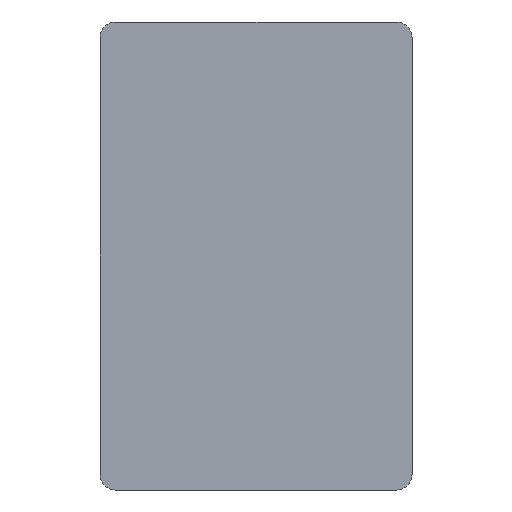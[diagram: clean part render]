
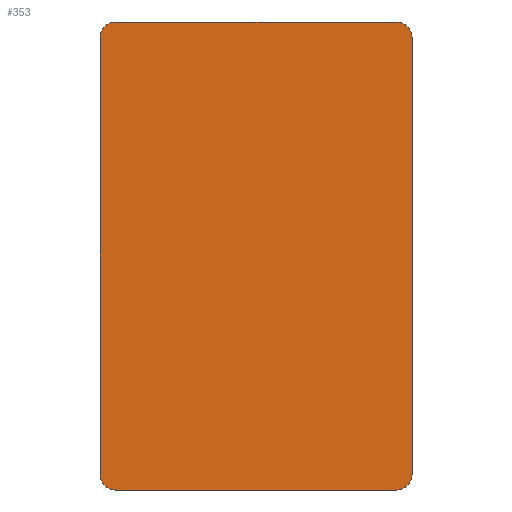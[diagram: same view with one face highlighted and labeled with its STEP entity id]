
A CAD part, front view. The second image highlights one B-rep face of the part: STEP entity #353.
In plain terms, the highlighted planar face has unit normal (0, -1, 0).
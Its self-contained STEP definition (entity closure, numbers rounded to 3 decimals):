
#42=LINE($,#966,#62);
#43=LINE($,#968,#63);
#44=LINE($,#970,#64);
#45=LINE($,#972,#65);
#62=VECTOR($,#487,18.);
#63=VECTOR($,#490,28.);
#64=VECTOR($,#493,18.);
#65=VECTOR($,#496,28.);
#77=PLANE($,#396);
#102=FACE_OUTER_BOUND($,#130,.T.);
#130=EDGE_LOOP($,(#318,#319,#320,#321,#322,#323,#324,#325));
#145=CIRCLE($,#369,1.);
#149=CIRCLE($,#375,1.);
#153=CIRCLE($,#381,1.);
#157=CIRCLE($,#388,1.);
#171=VERTEX_POINT($,#916);
#172=VERTEX_POINT($,#917);
#175=VERTEX_POINT($,#928);
#176=VERTEX_POINT($,#929);
#179=VERTEX_POINT($,#940);
#180=VERTEX_POINT($,#941);
#183=VERTEX_POINT($,#954);
#184=VERTEX_POINT($,#955);
#203=EDGE_CURVE($,#171,#172,#145,.T.);
#209=EDGE_CURVE($,#175,#176,#149,.T.);
#215=EDGE_CURVE($,#179,#180,#153,.T.);
#222=EDGE_CURVE($,#183,#184,#157,.T.);
#228=EDGE_CURVE($,#180,#171,#42,.T.);
#229=EDGE_CURVE($,#184,#179,#43,.T.);
#230=EDGE_CURVE($,#176,#183,#44,.T.);
#231=EDGE_CURVE($,#172,#175,#45,.T.);
#318=ORIENTED_EDGE($,*,*,#203,.F.);
#319=ORIENTED_EDGE($,*,*,#228,.F.);
#320=ORIENTED_EDGE($,*,*,#215,.F.);
#321=ORIENTED_EDGE($,*,*,#229,.F.);
#322=ORIENTED_EDGE($,*,*,#222,.F.);
#323=ORIENTED_EDGE($,*,*,#230,.F.);
#324=ORIENTED_EDGE($,*,*,#209,.F.);
#325=ORIENTED_EDGE($,*,*,#231,.F.);
#353=ADVANCED_FACE($,(#102),#77,.F.);
#369=AXIS2_PLACEMENT_3D($,#918,#427,#428);
#375=AXIS2_PLACEMENT_3D($,#930,#441,#442);
#381=AXIS2_PLACEMENT_3D($,#942,#455,#456);
#388=AXIS2_PLACEMENT_3D($,#956,#472,#473);
#396=AXIS2_PLACEMENT_3D($,#973,#497,#498);
#427=DIRECTION('center_axis',(0.,1.,0.));
#428=DIRECTION('ref_axis',(-0.707,0.,-0.707));
#441=DIRECTION('center_axis',(0.,1.,0.));
#442=DIRECTION('ref_axis',(-0.707,0.,0.707));
#455=DIRECTION('center_axis',(0.,1.,0.));
#456=DIRECTION('ref_axis',(0.707,0.,-0.707));
#472=DIRECTION('center_axis',(0.,1.,0.));
#473=DIRECTION('ref_axis',(0.707,0.,0.707));
#487=DIRECTION($,(-1.,0.,0.));
#490=DIRECTION($,(0.,0.,-1.));
#493=DIRECTION($,(1.,0.,0.));
#496=DIRECTION($,(0.,0.,1.));
#497=DIRECTION('center_axis',(0.,1.,0.));
#498=DIRECTION('ref_axis',(0.,0.,1.));
#916=CARTESIAN_POINT('',(-9.,0.,-15.));
#917=CARTESIAN_POINT('',(-10.,0.,-14.));
#918=CARTESIAN_POINT('Origin',(-9.,0.,-14.));
#928=CARTESIAN_POINT('',(-10.,0.,14.));
#929=CARTESIAN_POINT('',(-9.,0.,15.));
#930=CARTESIAN_POINT('Origin',(-9.,0.,14.));
#940=CARTESIAN_POINT('',(10.,0.,-14.));
#941=CARTESIAN_POINT('',(9.,0.,-15.));
#942=CARTESIAN_POINT('Origin',(9.,0.,-14.));
#954=CARTESIAN_POINT('',(9.,0.,15.));
#955=CARTESIAN_POINT('',(10.,0.,14.));
#956=CARTESIAN_POINT('Origin',(9.,0.,14.));
#966=CARTESIAN_POINT($,(10.,0.,-15.));
#968=CARTESIAN_POINT($,(10.,0.,15.));
#970=CARTESIAN_POINT($,(-10.,0.,15.));
#972=CARTESIAN_POINT($,(-10.,0.,-15.));
#973=CARTESIAN_POINT('Origin',(0.,0.,0.));
